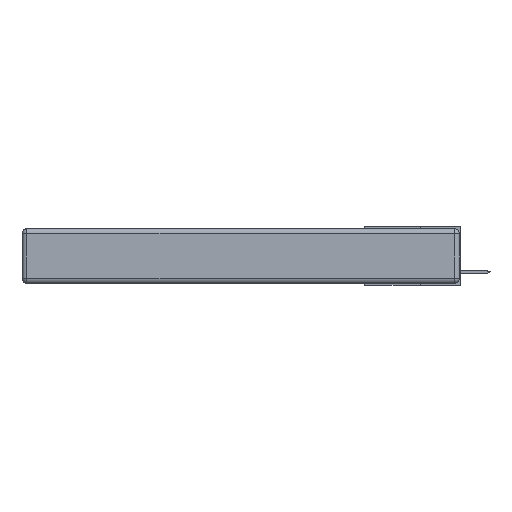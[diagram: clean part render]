
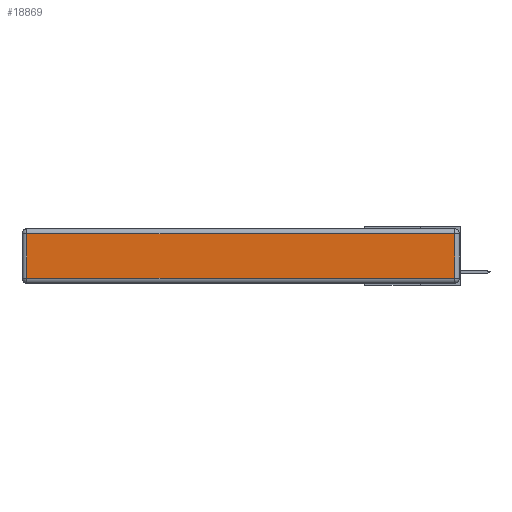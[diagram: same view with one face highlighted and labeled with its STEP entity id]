
A CAD part, left-side view. The second image highlights one B-rep face of the part: STEP entity #18869.
In plain terms, the highlighted planar face has unit normal (-1, 0, 0).
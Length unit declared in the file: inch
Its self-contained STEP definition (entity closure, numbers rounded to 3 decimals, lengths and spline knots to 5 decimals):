
#138 = ORIENTED_EDGE ( 'NONE', *, *, #24704, .T. ) ;
#2213 = CARTESIAN_POINT ( 'NONE',  ( 0., 0., -0.343 ) ) ;
#2495 = ORIENTED_EDGE ( 'NONE', *, *, #23148, .T. ) ;
#3462 = DIRECTION ( 'NONE',  ( 0., -1., 0. ) ) ;
#3713 = VERTEX_POINT ( 'NONE', #16113 ) ;
#4149 = DIRECTION ( 'NONE',  ( -1., 0., 0. ) ) ;
#4883 = VECTOR ( 'NONE', #14715, 39.37008 ) ;
#6946 = LINE ( 'NONE', #8526, #10866 ) ;
#7666 = CARTESIAN_POINT ( 'NONE',  ( 0., 2.72, -0.03 ) ) ;
#7880 = CARTESIAN_POINT ( 'NONE',  ( 0., 0.03, -0.343 ) ) ;
#7953 = VERTEX_POINT ( 'NONE', #7666 ) ;
#8511 = FACE_OUTER_BOUND ( 'NONE', #24556, .T. ) ;
#8526 = CARTESIAN_POINT ( 'NONE',  ( 0., 0., -0.313 ) ) ;
#8885 = VERTEX_POINT ( 'NONE', #10954 ) ;
#9401 = LINE ( 'NONE', #12777, #4883 ) ;
#9817 = EDGE_CURVE ( 'NONE', #24858, #3713, #21999, .T. ) ;
#9836 = DIRECTION ( 'NONE',  ( 0., 1., 0. ) ) ;
#9987 = CARTESIAN_POINT ( 'NONE',  ( 0., 2.75, -0.03 ) ) ;
#10058 = ORIENTED_EDGE ( 'NONE', *, *, #21437, .T. ) ;
#10866 = VECTOR ( 'NONE', #3462, 39.37008 ) ;
#10954 = CARTESIAN_POINT ( 'NONE',  ( 0., 2.72, -0.313 ) ) ;
#11870 = DIRECTION ( 'NONE',  ( 0., 0., 1. ) ) ;
#12019 = CARTESIAN_POINT ( 'NONE',  ( 0., 0.03, -0.313 ) ) ;
#12777 = CARTESIAN_POINT ( 'NONE',  ( 0., 2.72, -0.343 ) ) ;
#12847 = ORIENTED_EDGE ( 'NONE', *, *, #9817, .T. ) ;
#13588 = DIRECTION ( 'NONE',  ( 0., 0., 1. ) ) ;
#14715 = DIRECTION ( 'NONE',  ( 0., 0., -1. ) ) ;
#15671 = AXIS2_PLACEMENT_3D ( 'NONE', #2213, #4149, #11870 ) ;
#16113 = CARTESIAN_POINT ( 'NONE',  ( 0., 0.03, -0.03 ) ) ;
#18426 = LINE ( 'NONE', #9987, #19374 ) ;
#18869 = ADVANCED_FACE ( 'NONE', ( #8511 ), #23405, .T. ) ;
#19281 = VECTOR ( 'NONE', #13588, 39.37008 ) ;
#19374 = VECTOR ( 'NONE', #9836, 39.37008 ) ;
#21437 = EDGE_CURVE ( 'NONE', #7953, #8885, #9401, .T. ) ;
#21999 = LINE ( 'NONE', #7880, #19281 ) ;
#23148 = EDGE_CURVE ( 'NONE', #3713, #7953, #18426, .T. ) ;
#23405 = PLANE ( 'NONE',  #15671 ) ;
#24556 = EDGE_LOOP ( 'NONE', ( #138, #12847, #2495, #10058 ) ) ;
#24704 = EDGE_CURVE ( 'NONE', #8885, #24858, #6946, .T. ) ;
#24858 = VERTEX_POINT ( 'NONE', #12019 ) ;
